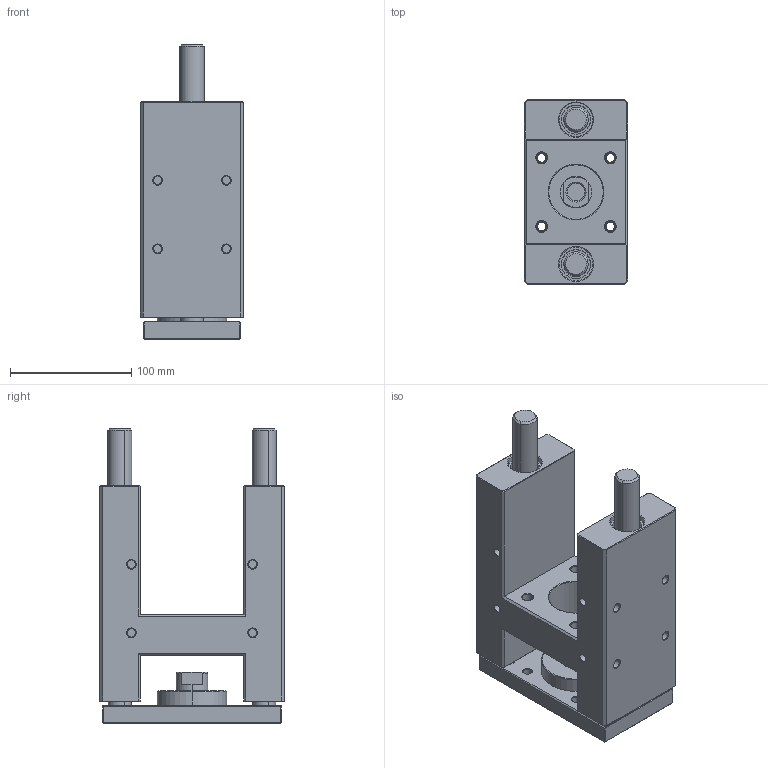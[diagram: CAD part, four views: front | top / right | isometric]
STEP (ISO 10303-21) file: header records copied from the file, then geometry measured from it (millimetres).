
FILE_DESCRIPTION (( 'STEP AP214' ), '1' );
FILE_NAME ('63 H-GUIDING.STEP', '2010-08-06T15:19:49', ( '' ), ( '' ), 'SwSTEP 2.0', 'SolidWorks 2010', '' );
FILE_SCHEMA (( 'AUTOMOTIVE_DESIGN' ));
Length unit declared in the file: millimetre
Products named in the file (5): 茿P  63  H-YATAK 諲; ÇAP 63  H-YATAK MÝLÝ; ÇAP 63  H-YATAK CÝVATASI  MÝL YATAÐI ÝÇÝN; 茿P  63  H-YATAK ARKA; 63  H-GUIDING
Assembly tree (6 placements, depth 2):
  63  H-GUIDING
    茿P  63  H-YATAK 諲
    ÇAP 63  H-YATAK CÝVATASI  MÝL YATAÐI ÝÇÝN  x2
    ÇAP 63  H-YATAK MÝLÝ  x2
    茿P  63  H-YATAK ARKA
Bounding box: 85 x 152 x 243 mm (x, y, z)
Volume: 1348886.5 mm3; surface area: 218358.8 mm2
Topology: 6 solids, 6 shells, 385 faces, 836 edges, 504 vertices
Faces by surface type: plane 151, cylinder 128, cone 98, torus 8
Entity records: 10282 total; most frequent: DIRECTION 1796, CARTESIAN_POINT 1792, ORIENTED_EDGE 1528, EDGE_CURVE 764, AXIS2_PLACEMENT_3D 692, VERTEX_POINT 460, EDGE_LOOP 424, VECTOR 412
